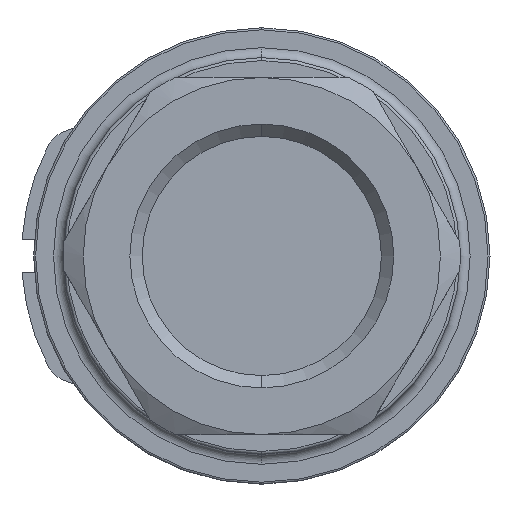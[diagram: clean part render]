
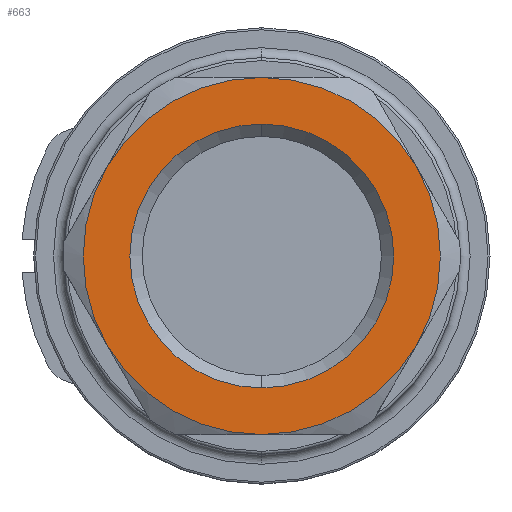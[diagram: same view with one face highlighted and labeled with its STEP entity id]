
A CAD part, left-side view. The second image highlights one B-rep face of the part: STEP entity #663.
In plain terms, the highlighted planar face has unit normal (-1, 0, 0).
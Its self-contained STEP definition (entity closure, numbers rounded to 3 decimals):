
#9 = CARTESIAN_POINT ( 'NONE',  ( -26.6, 0., -13.3 ) ) ;
#100 = DIRECTION ( 'NONE',  ( 0., 0., 1. ) ) ;
#120 = CARTESIAN_POINT ( 'NONE',  ( -26.6, 18., 0. ) ) ;
#227 = DIRECTION ( 'NONE',  ( -1., 0., 0. ) ) ;
#282 = PLANE ( 'NONE',  #2036 ) ;
#326 = ORIENTED_EDGE ( 'NONE', *, *, #1918, .F. ) ;
#329 = ORIENTED_EDGE ( 'NONE', *, *, #3556, .T. ) ;
#359 = EDGE_LOOP ( 'NONE', ( #472, #627, #502, #569, #326, #453 ) ) ;
#453 = ORIENTED_EDGE ( 'NONE', *, *, #2007, .F. ) ;
#472 = ORIENTED_EDGE ( 'NONE', *, *, #2114, .F. ) ;
#502 = ORIENTED_EDGE ( 'NONE', *, *, #1933, .F. ) ;
#503 = ORIENTED_EDGE ( 'NONE', *, *, #1972, .T. ) ;
#554 = EDGE_LOOP ( 'NONE', ( #329, #503 ) ) ;
#569 = ORIENTED_EDGE ( 'NONE', *, *, #3466, .F. ) ;
#627 = ORIENTED_EDGE ( 'NONE', *, *, #2093, .F. ) ;
#663 = ADVANCED_FACE ( 'NONE', ( #3370, #3404 ), #282, .T. ) ;
#749 = VERTEX_POINT ( 'NONE', #9 ) ;
#830 = VERTEX_POINT ( 'NONE', #3957 ) ;
#833 = VERTEX_POINT ( 'NONE', #3950 ) ;
#874 = VERTEX_POINT ( 'NONE', #4356 ) ;
#889 = VERTEX_POINT ( 'NONE', #4387 ) ;
#891 = VERTEX_POINT ( 'NONE', #4378 ) ;
#894 = VERTEX_POINT ( 'NONE', #4321 ) ;
#947 = VERTEX_POINT ( 'NONE', #3998 ) ;
#1045 = AXIS2_PLACEMENT_3D ( 'NONE', #3626, #3596, #3572 ) ;
#1403 = DIRECTION ( 'NONE',  ( 0., 0., -1. ) ) ;
#1448 = DIRECTION ( 'NONE',  ( 0., 0., -1. ) ) ;
#1454 = CARTESIAN_POINT ( 'NONE',  ( -26.6, 0., 0. ) ) ;
#1505 = DIRECTION ( 'NONE',  ( 1., 0., 0. ) ) ;
#1555 = CARTESIAN_POINT ( 'NONE',  ( -26.6, 0., 0. ) ) ;
#1562 = CIRCLE ( 'NONE', #1045, 13.3 ) ;
#1573 = CARTESIAN_POINT ( 'NONE',  ( -26.6, 0., 0. ) ) ;
#1592 = DIRECTION ( 'NONE',  ( 0., 0., -1. ) ) ;
#1629 = DIRECTION ( 'NONE',  ( 0., 0., -1. ) ) ;
#1665 = DIRECTION ( 'NONE',  ( 1., 0., 0. ) ) ;
#1668 = DIRECTION ( 'NONE',  ( 1., 0., 0. ) ) ;
#1679 = CARTESIAN_POINT ( 'NONE',  ( -26.6, 0., 0. ) ) ;
#1703 = DIRECTION ( 'NONE',  ( 1., 0., 0. ) ) ;
#1716 = CIRCLE ( 'NONE', #2725, 18. ) ;
#1767 = CIRCLE ( 'NONE', #2834, 18. ) ;
#1805 = CIRCLE ( 'NONE', #2739, 18. ) ;
#1918 = EDGE_CURVE ( 'NONE', #830, #891, #3008, .T. ) ;
#1933 = EDGE_CURVE ( 'NONE', #947, #833, #3055, .T. ) ;
#1972 = EDGE_CURVE ( 'NONE', #749, #874, #3011, .T. ) ;
#2007 = EDGE_CURVE ( 'NONE', #894, #830, #1805, .T. ) ;
#2036 = AXIS2_PLACEMENT_3D ( 'NONE', #120, #227, #100 ) ;
#2093 = EDGE_CURVE ( 'NONE', #833, #889, #1767, .T. ) ;
#2114 = EDGE_CURVE ( 'NONE', #889, #894, #1716, .T. ) ;
#2263 = CIRCLE ( 'NONE', #2796, 18. ) ;
#2309 = DIRECTION ( 'NONE',  ( 1., 0., 0. ) ) ;
#2344 = DIRECTION ( 'NONE',  ( 0., 0., -1. ) ) ;
#2359 = CARTESIAN_POINT ( 'NONE',  ( -26.6, 0., 0. ) ) ;
#2502 = DIRECTION ( 'NONE',  ( 1., 0., 0. ) ) ;
#2508 = CARTESIAN_POINT ( 'NONE',  ( -26.6, 0., 0. ) ) ;
#2550 = DIRECTION ( 'NONE',  ( 0., 0., -1. ) ) ;
#2656 = AXIS2_PLACEMENT_3D ( 'NONE', #1555, #1668, #1592 ) ;
#2725 = AXIS2_PLACEMENT_3D ( 'NONE', #2508, #2502, #2550 ) ;
#2739 = AXIS2_PLACEMENT_3D ( 'NONE', #1679, #1665, #1403 ) ;
#2796 = AXIS2_PLACEMENT_3D ( 'NONE', #3667, #3792, #3823 ) ;
#2834 = AXIS2_PLACEMENT_3D ( 'NONE', #2359, #2309, #2344 ) ;
#2900 = AXIS2_PLACEMENT_3D ( 'NONE', #1454, #1703, #1629 ) ;
#2918 = AXIS2_PLACEMENT_3D ( 'NONE', #1573, #1505, #1448 ) ;
#3008 = CIRCLE ( 'NONE', #2918, 18. ) ;
#3011 = CIRCLE ( 'NONE', #2900, 13.3 ) ;
#3055 = CIRCLE ( 'NONE', #2656, 18. ) ;
#3370 = FACE_BOUND ( 'NONE', #554, .T. ) ;
#3404 = FACE_OUTER_BOUND ( 'NONE', #359, .T. ) ;
#3466 = EDGE_CURVE ( 'NONE', #891, #947, #2263, .T. ) ;
#3556 = EDGE_CURVE ( 'NONE', #874, #749, #1562, .T. ) ;
#3572 = DIRECTION ( 'NONE',  ( 0., 0., -1. ) ) ;
#3596 = DIRECTION ( 'NONE',  ( 1., 0., 0. ) ) ;
#3626 = CARTESIAN_POINT ( 'NONE',  ( -26.6, 0., 0. ) ) ;
#3667 = CARTESIAN_POINT ( 'NONE',  ( -26.6, 0., 0. ) ) ;
#3792 = DIRECTION ( 'NONE',  ( 1., 0., 0. ) ) ;
#3823 = DIRECTION ( 'NONE',  ( 0., 0., -1. ) ) ;
#3950 = CARTESIAN_POINT ( 'NONE',  ( -26.6, -15.588, -9. ) ) ;
#3957 = CARTESIAN_POINT ( 'NONE',  ( -26.6, 15.588, 9. ) ) ;
#3998 = CARTESIAN_POINT ( 'NONE',  ( -26.6, -15.588, 9. ) ) ;
#4321 = CARTESIAN_POINT ( 'NONE',  ( -26.6, 15.588, -9. ) ) ;
#4356 = CARTESIAN_POINT ( 'NONE',  ( -26.6, 0., 13.3 ) ) ;
#4378 = CARTESIAN_POINT ( 'NONE',  ( -26.6, 0., 18. ) ) ;
#4387 = CARTESIAN_POINT ( 'NONE',  ( -26.6, 0., -18. ) ) ;
